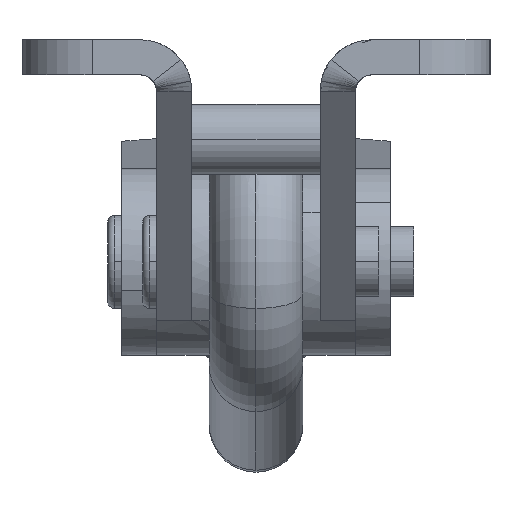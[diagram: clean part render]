
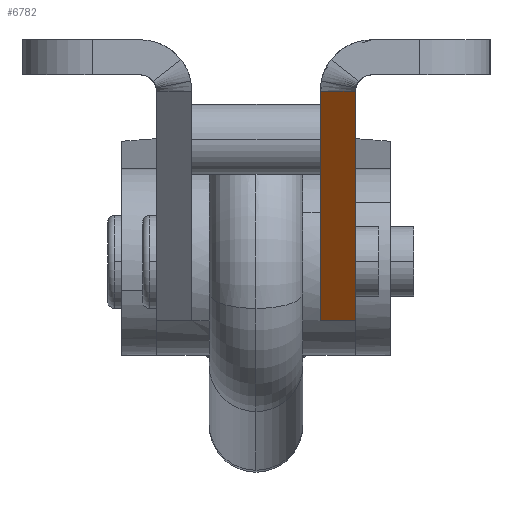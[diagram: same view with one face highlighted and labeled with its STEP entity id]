
A CAD part, left-side view. The second image highlights one B-rep face of the part: STEP entity #6782.
In plain terms, the highlighted free-form (B-spline) face has degree [1, 1] with [2, 2] control points.
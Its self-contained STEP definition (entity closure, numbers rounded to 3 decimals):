
#1457=CARTESIAN_POINT('',(-90.84,9.906,-21.034));
#1458=VERTEX_POINT('',#1457);
#1466=CARTESIAN_POINT('',(-90.84,12.906,-21.034));
#1467=VERTEX_POINT('',#1466);
#1468=CARTESIAN_POINT('',(-90.84,9.906,-21.034));
#1469=DIRECTION('',(0.0,1.0,0.0));
#1470=VECTOR('',#1469,3.0);
#1471=LINE('',#1468,#1470);
#1472=EDGE_CURVE('',#1458,#1467,#1471,.T.);
#5863=CARTESIAN_POINT('',(-106.739,12.906,-1.4));
#5864=VERTEX_POINT('',#5863);
#5865=CARTESIAN_POINT('',(-90.84,12.906,-21.034));
#5866=DIRECTION('',(-0.629,0.,0.777));
#5867=VECTOR('',#5866,25.265);
#5868=LINE('',#5865,#5867);
#5869=EDGE_CURVE('',#1467,#5864,#5868,.T.);
#6040=CARTESIAN_POINT('',(-106.739,11.226,-1.4));
#6041=VERTEX_POINT('',#6040);
#6042=CARTESIAN_POINT('',(-106.739,12.906,-1.4));
#6043=DIRECTION('',(0.0,-1.0,0.0));
#6044=VECTOR('',#6043,1.68);
#6045=LINE('',#6042,#6044);
#6046=EDGE_CURVE('',#5864,#6041,#6045,.T.);
#6048=CARTESIAN_POINT('',(-106.739,9.906,-1.4));
#6049=VERTEX_POINT('',#6048);
#6050=CARTESIAN_POINT('',(-106.739,11.226,-1.4));
#6051=DIRECTION('',(0.0,-1.0,0.0));
#6052=VECTOR('',#6051,1.32);
#6053=LINE('',#6050,#6052);
#6054=EDGE_CURVE('',#6041,#6049,#6053,.T.);
#6744=CARTESIAN_POINT('',(-90.84,9.906,-21.034));
#6745=DIRECTION('',(-0.629,0.,0.777));
#6746=VECTOR('',#6745,25.265);
#6747=LINE('',#6744,#6746);
#6748=EDGE_CURVE('',#1458,#6049,#6747,.T.);
#6770=CARTESIAN_POINT('',(-90.84,12.906,-21.034));
#6771=CARTESIAN_POINT('',(-90.84,9.906,-21.034));
#6772=CARTESIAN_POINT('',(-106.739,12.906,-1.4));
#6773=CARTESIAN_POINT('',(-106.739,9.906,-1.4));
#6774=B_SPLINE_SURFACE_WITH_KNOTS('',1,1,((#6770,#6772),(#6771,#6773)),.UNSPECIFIED.,.F.,.F.,.U.,(2,2),(2,2),(0.0,3.),(0.0,25.265),.UNSPECIFIED.);
#6775=ORIENTED_EDGE('',*,*,#6046,.F.);
#6776=ORIENTED_EDGE('',*,*,#5869,.F.);
#6777=ORIENTED_EDGE('',*,*,#1472,.F.);
#6778=ORIENTED_EDGE('',*,*,#6748,.T.);
#6779=ORIENTED_EDGE('',*,*,#6054,.F.);
#6780=EDGE_LOOP('',(#6775,#6776,#6777,#6778,#6779));
#6781=FACE_OUTER_BOUND('',#6780,.T.);
#6782=ADVANCED_FACE('',(#6781),#6774,.T.);
